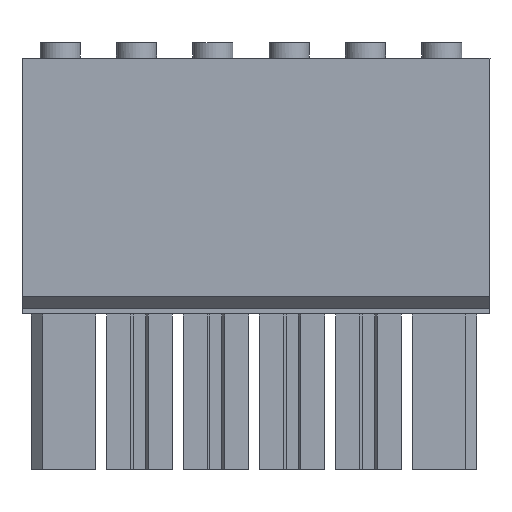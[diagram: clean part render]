
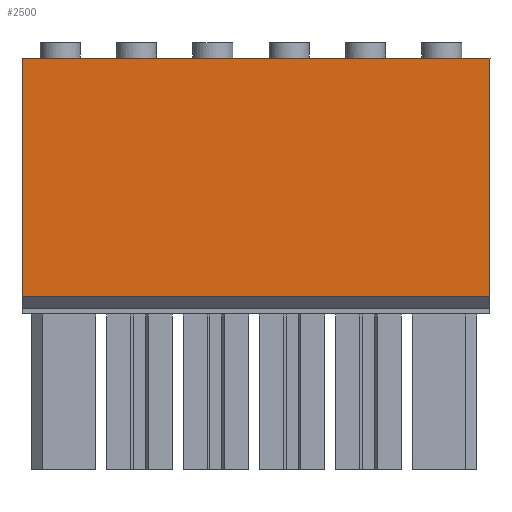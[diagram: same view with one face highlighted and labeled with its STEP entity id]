
A CAD part, front view. The second image highlights one B-rep face of the part: STEP entity #2500.
In plain terms, the highlighted planar face has unit normal (0, -1, 0).
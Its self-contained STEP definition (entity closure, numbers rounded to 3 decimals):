
#2487=AXIS2_PLACEMENT_3D('Plane Axis2P3D',#2484,#2485,#2486) ;
#135=CARTESIAN_POINT('Vertex',(46.72,0.,41.05)) ;
#151=CARTESIAN_POINT('Vertex',(0.,0.,41.05)) ;
#154=CARTESIAN_POINT('Line Origine',(23.36,0.,41.05)) ;
#1501=CARTESIAN_POINT('Vertex',(46.72,0.,17.2)) ;
#1551=CARTESIAN_POINT('Line Origine',(46.72,0.,29.125)) ;
#2416=CARTESIAN_POINT('Line Origine',(0.,0.,29.125)) ;
#2420=CARTESIAN_POINT('Vertex',(0.,0.,17.2)) ;
#2484=CARTESIAN_POINT('Axis2P3D Location',(15.24,0.,17.2)) ;
#2489=CARTESIAN_POINT('Line Origine',(23.36,0.,17.2)) ;
#155=DIRECTION('Vector Direction',(1.,0.,0.)) ;
#1552=DIRECTION('Vector Direction',(0.,0.,1.)) ;
#2417=DIRECTION('Vector Direction',(0.,0.,1.)) ;
#2485=DIRECTION('Axis2P3D Direction',(0.,1.,0.)) ;
#2486=DIRECTION('Axis2P3D XDirection',(0.,0.,1.)) ;
#2490=DIRECTION('Vector Direction',(1.,0.,0.)) ;
#156=VECTOR('Line Direction',#155,1.) ;
#1553=VECTOR('Line Direction',#1552,1.) ;
#2418=VECTOR('Line Direction',#2417,1.) ;
#2491=VECTOR('Line Direction',#2490,1.) ;
#2495=ORIENTED_EDGE('',*,*,#2422,.F.) ;
#2496=ORIENTED_EDGE('',*,*,#2493,.T.) ;
#2497=ORIENTED_EDGE('',*,*,#1555,.T.) ;
#2498=ORIENTED_EDGE('',*,*,#158,.F.) ;
#2500=ADVANCED_FACE('HOUSING',(#2499),#2488,.F.) ;
#158=EDGE_CURVE('',#152,#136,#157,.T.) ;
#1555=EDGE_CURVE('',#1502,#136,#1554,.T.) ;
#2422=EDGE_CURVE('',#2421,#152,#2419,.T.) ;
#2493=EDGE_CURVE('',#2421,#1502,#2492,.T.) ;
#2494=EDGE_LOOP('',(#2495,#2496,#2497,#2498)) ;
#2499=FACE_OUTER_BOUND('',#2494,.T.) ;
#157=LINE('Line',#154,#156) ;
#1554=LINE('Line',#1551,#1553) ;
#2419=LINE('Line',#2416,#2418) ;
#2492=LINE('Line',#2489,#2491) ;
#2488=PLANE('',#2487) ;
#136=VERTEX_POINT('',#135) ;
#152=VERTEX_POINT('',#151) ;
#1502=VERTEX_POINT('',#1501) ;
#2421=VERTEX_POINT('',#2420) ;
